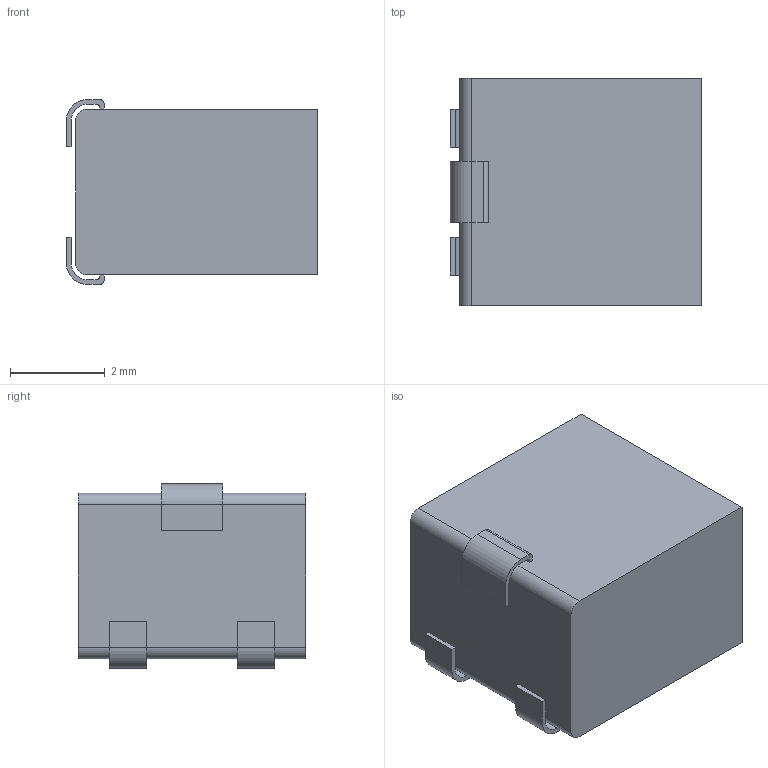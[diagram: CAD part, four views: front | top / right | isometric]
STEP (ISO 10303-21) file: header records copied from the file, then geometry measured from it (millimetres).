
FILE_DESCRIPTION (( 'STEP AP214' ), '1' );
FILE_NAME ('3224W-1-103E.STEP', '2021-08-23T12:10:36', ( '' ), ( '' ), 'SwSTEP 2.0', 'SolidWorks 2018', '' );
FILE_SCHEMA (( 'AUTOMOTIVE_DESIGN' ));
Length unit declared in the file: millimetre
Products named in the file (1): 3224W-1-103E
Bounding box: 5.3 x 4.8 x 3.9 mm (x, y, z)
Volume: 85.7 mm3; surface area: 131.4 mm2
Topology: 4 solids, 4 shells, 60 faces, 150 edges, 100 vertices
Faces by surface type: plane 42, cylinder 18
Entity records: 2328 total; most frequent: DIRECTION 312, CARTESIAN_POINT 311, ORIENTED_EDGE 300, EDGE_CURVE 150, LINE 110, VECTOR 110, AXIS2_PLACEMENT_3D 101, VERTEX_POINT 100
